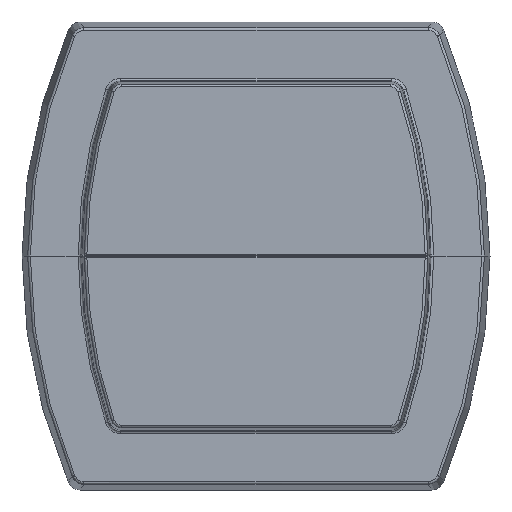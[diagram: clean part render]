
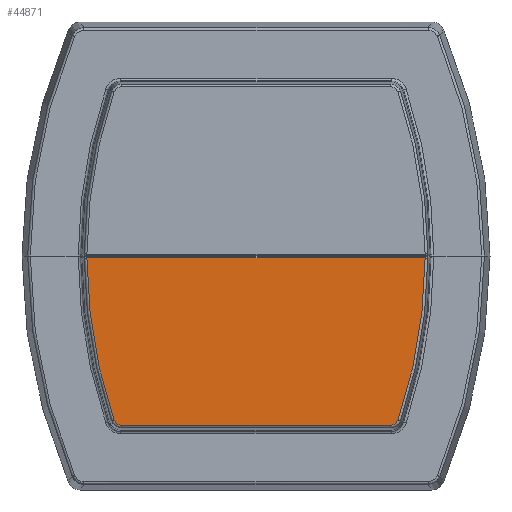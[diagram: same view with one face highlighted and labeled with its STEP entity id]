
A CAD part, left-side view. The second image highlights one B-rep face of the part: STEP entity #44871.
In plain terms, the highlighted planar face has unit normal (-1, 0, 0).
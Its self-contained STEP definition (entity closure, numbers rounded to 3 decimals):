
#44821=AXIS2_PLACEMENT_3D('Circle Axis2P3D',#44819,#44820,$) ;
#44835=AXIS2_PLACEMENT_3D('Plane Axis2P3D',#44832,#44833,#44834) ;
#44839=AXIS2_PLACEMENT_3D('Circle Axis2P3D',#44837,#44838,$) ;
#44853=AXIS2_PLACEMENT_3D('Circle Axis2P3D',#44851,#44852,$) ;
#44860=AXIS2_PLACEMENT_3D('Circle Axis2P3D',#44858,#44859,$) ;
#41372=CARTESIAN_POINT('Vertex',(-2.3,63.41,-11.75)) ;
#41466=CARTESIAN_POINT('Line Origine',(-2.3,0.,-11.75)) ;
#41470=CARTESIAN_POINT('Vertex',(-2.3,-63.41,-11.75)) ;
#44816=CARTESIAN_POINT('Vertex',(-2.3,53.267,-72.402)) ;
#44819=CARTESIAN_POINT('Axis2P3D Location',(-2.3,-127.5,-11.)) ;
#44832=CARTESIAN_POINT('Axis2P3D Location',(-2.3,0.,-11.)) ;
#44837=CARTESIAN_POINT('Axis2P3D Location',(-2.3,50.463,-71.45)) ;
#44841=CARTESIAN_POINT('Vertex',(-2.3,50.463,-74.411)) ;
#44844=CARTESIAN_POINT('Line Origine',(-2.3,0.,-74.411)) ;
#44848=CARTESIAN_POINT('Vertex',(-2.3,-50.463,-74.411)) ;
#44851=CARTESIAN_POINT('Axis2P3D Location',(-2.3,-50.463,-71.45)) ;
#44855=CARTESIAN_POINT('Vertex',(-2.3,-53.267,-72.402)) ;
#44858=CARTESIAN_POINT('Axis2P3D Location',(-2.3,127.5,-11.)) ;
#41467=DIRECTION('Vector Direction',(0.,-1.,0.)) ;
#44820=DIRECTION('Axis2P3D Direction',(1.,0.,0.)) ;
#44833=DIRECTION('Axis2P3D Direction',(1.,0.,0.)) ;
#44834=DIRECTION('Axis2P3D XDirection',(0.,-1.,0.)) ;
#44838=DIRECTION('Axis2P3D Direction',(1.,0.,0.)) ;
#44845=DIRECTION('Vector Direction',(0.,-1.,0.)) ;
#44852=DIRECTION('Axis2P3D Direction',(1.,0.,0.)) ;
#44859=DIRECTION('Axis2P3D Direction',(1.,0.,0.)) ;
#41468=VECTOR('Line Direction',#41467,1.) ;
#44846=VECTOR('Line Direction',#44845,1.) ;
#44864=ORIENTED_EDGE('',*,*,#41472,.T.) ;
#44865=ORIENTED_EDGE('',*,*,#44823,.T.) ;
#44866=ORIENTED_EDGE('',*,*,#44843,.T.) ;
#44867=ORIENTED_EDGE('',*,*,#44850,.T.) ;
#44868=ORIENTED_EDGE('',*,*,#44857,.T.) ;
#44869=ORIENTED_EDGE('',*,*,#44862,.T.) ;
#44871=ADVANCED_FACE('Chapeau-colonnette-125x125.1\\Corps principal',(#44870),#44836,.F.) ;
#44822=CIRCLE('generated circle',#44821,190.911) ;
#44840=CIRCLE('generated circle',#44839,2.961) ;
#44854=CIRCLE('generated circle',#44853,2.961) ;
#44861=CIRCLE('generated circle',#44860,190.911) ;
#41472=EDGE_CURVE('',#41471,#41373,#41469,.F.) ;
#44823=EDGE_CURVE('',#41373,#44817,#44822,.F.) ;
#44843=EDGE_CURVE('',#44817,#44842,#44840,.F.) ;
#44850=EDGE_CURVE('',#44842,#44849,#44847,.T.) ;
#44857=EDGE_CURVE('',#44849,#44856,#44854,.F.) ;
#44862=EDGE_CURVE('',#44856,#41471,#44861,.F.) ;
#44863=EDGE_LOOP('',(#44864,#44865,#44866,#44867,#44868,#44869)) ;
#44870=FACE_OUTER_BOUND('',#44863,.T.) ;
#41469=LINE('Line',#41466,#41468) ;
#44847=LINE('Line',#44844,#44846) ;
#44836=PLANE('',#44835) ;
#41373=VERTEX_POINT('',#41372) ;
#41471=VERTEX_POINT('',#41470) ;
#44817=VERTEX_POINT('',#44816) ;
#44842=VERTEX_POINT('',#44841) ;
#44849=VERTEX_POINT('',#44848) ;
#44856=VERTEX_POINT('',#44855) ;
